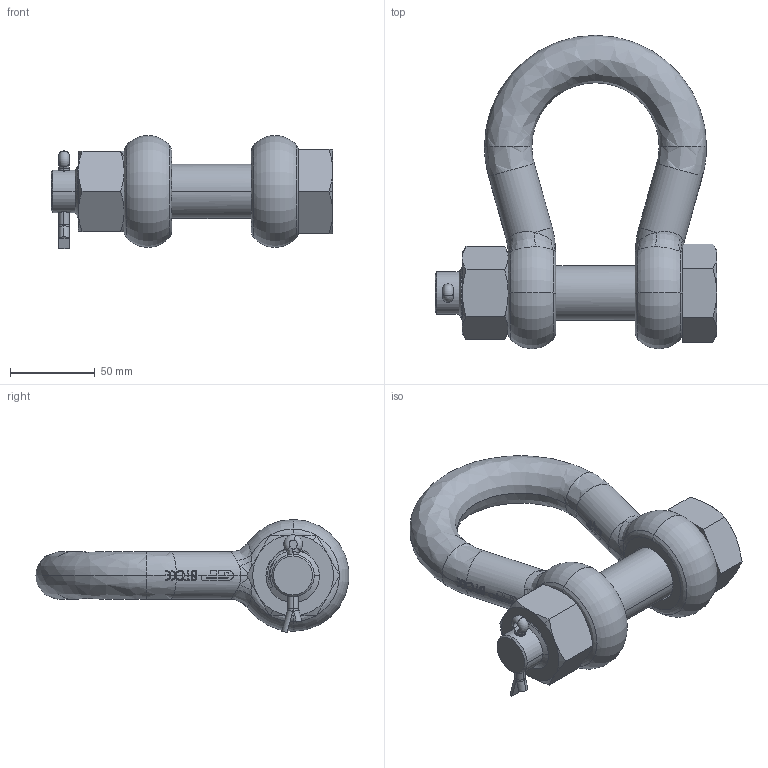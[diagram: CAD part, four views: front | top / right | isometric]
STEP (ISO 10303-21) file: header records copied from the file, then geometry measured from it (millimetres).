
FILE_DESCRIPTION(('STEP AP214'),'1');
FILE_NAME('sughmb28.stp','2017-03-31T06:26:43',('TraceParts'),('TraceParts S.A.'),'Spatial InterOp 3D',' ',' ');
FILE_SCHEMA(('automotive_design'));
Length unit declared in the file: millimetre
Products named in the file (4): sughmb28_1; sughmb28_2; sughmb28_3; sughmb28_4
Bounding box: 166 x 184.75 x 66.69 mm (x, y, z)
Volume: 475189.5 mm3; surface area: 83926.5 mm2
Topology: 4 solids, 4 shells, 758 faces, 2093 edges, 1361 vertices
Faces by surface type: bspline 314, plane 276, cylinder 130, cone 28, torus 10
Entity records: 40476 total; most frequent: CARTESIAN_POINT 24053, ORIENTED_EDGE 4170, DIRECTION 2204, EDGE_CURVE 2085, VERTEX_POINT 1361, LINE 950, VECTOR 950, EDGE_LOOP 792
